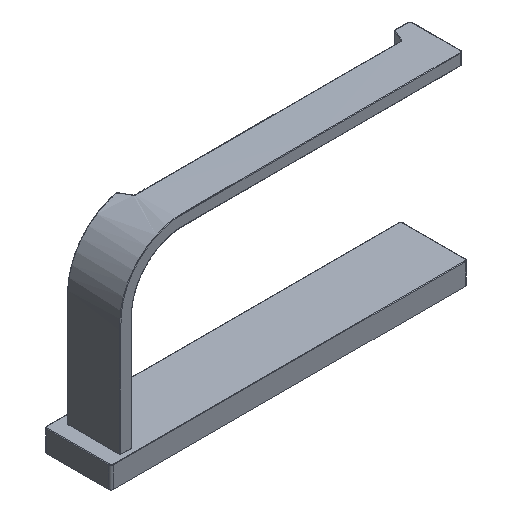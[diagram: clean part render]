
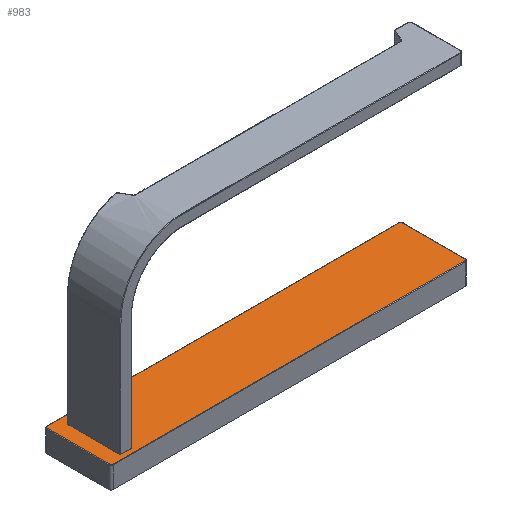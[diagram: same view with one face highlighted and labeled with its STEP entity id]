
A CAD part, isometric view. The second image highlights one B-rep face of the part: STEP entity #983.
In plain terms, the highlighted planar face has unit normal (0, 0, 1).
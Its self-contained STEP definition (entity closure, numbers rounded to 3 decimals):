
#26=(
BOUNDED_CURVE()
B_SPLINE_CURVE(3,(#1479,#1480,#1481,#1482,#1483),.UNSPECIFIED.,.F.,.F.)
B_SPLINE_CURVE_WITH_KNOTS((4,1,4),(0.,0.628,1.257),
 .UNSPECIFIED.)
CURVE()
GEOMETRIC_REPRESENTATION_ITEM()
RATIONAL_B_SPLINE_CURVE((1.,1.,1.,1.,1.))
REPRESENTATION_ITEM('')
);
#27=(
BOUNDED_CURVE()
B_SPLINE_CURVE(3,(#1501,#1502,#1503,#1504,#1505),.UNSPECIFIED.,.F.,.F.)
B_SPLINE_CURVE_WITH_KNOTS((4,1,4),(0.,0.628,
1.257),.UNSPECIFIED.)
CURVE()
GEOMETRIC_REPRESENTATION_ITEM()
RATIONAL_B_SPLINE_CURVE((1.,1.,1.,1.,1.))
REPRESENTATION_ITEM('')
);
#28=(
BOUNDED_CURVE()
B_SPLINE_CURVE(3,(#1522,#1523,#1524,#1525,#1526),.UNSPECIFIED.,.F.,.F.)
B_SPLINE_CURVE_WITH_KNOTS((4,1,4),(0.,0.628,
1.257),.UNSPECIFIED.)
CURVE()
GEOMETRIC_REPRESENTATION_ITEM()
RATIONAL_B_SPLINE_CURVE((1.,1.,1.,1.,1.))
REPRESENTATION_ITEM('')
);
#29=(
BOUNDED_CURVE()
B_SPLINE_CURVE(3,(#1542,#1543,#1544,#1545,#1546),.UNSPECIFIED.,.F.,.F.)
B_SPLINE_CURVE_WITH_KNOTS((4,1,4),(0.,0.628,1.257),
 .UNSPECIFIED.)
CURVE()
GEOMETRIC_REPRESENTATION_ITEM()
RATIONAL_B_SPLINE_CURVE((1.,1.,1.,1.,1.))
REPRESENTATION_ITEM('')
);
#185=FACE_OUTER_BOUND('',#253,.T.);
#253=EDGE_LOOP('',(#711,#712,#713,#714,#715,#716,#717,#718));
#319=LINE('',#1456,#371);
#320=LINE('',#1462,#372);
#325=LINE('',#1540,#377);
#326=LINE('',#1547,#378);
#371=VECTOR('',#1198,10.);
#372=VECTOR('',#1205,10.);
#377=VECTOR('',#1226,10.);
#378=VECTOR('',#1227,10.);
#425=VERTEX_POINT('',#1453);
#426=VERTEX_POINT('',#1455);
#427=VERTEX_POINT('',#1459);
#428=VERTEX_POINT('',#1461);
#429=VERTEX_POINT('',#1499);
#430=VERTEX_POINT('',#1521);
#433=VERTEX_POINT('',#1539);
#434=VERTEX_POINT('',#1541);
#519=EDGE_CURVE('',#425,#426,#319,.T.);
#522=EDGE_CURVE('',#427,#428,#320,.T.);
#524=EDGE_CURVE('',#426,#427,#26,.T.);
#526=EDGE_CURVE('',#429,#425,#27,.T.);
#527=EDGE_CURVE('',#428,#430,#28,.T.);
#534=EDGE_CURVE('',#429,#433,#325,.T.);
#535=EDGE_CURVE('',#434,#433,#29,.T.);
#536=EDGE_CURVE('',#434,#430,#326,.T.);
#711=ORIENTED_EDGE('',*,*,#526,.F.);
#712=ORIENTED_EDGE('',*,*,#534,.T.);
#713=ORIENTED_EDGE('',*,*,#535,.F.);
#714=ORIENTED_EDGE('',*,*,#536,.T.);
#715=ORIENTED_EDGE('',*,*,#527,.F.);
#716=ORIENTED_EDGE('',*,*,#522,.F.);
#717=ORIENTED_EDGE('',*,*,#524,.F.);
#718=ORIENTED_EDGE('',*,*,#519,.F.);
#960=PLANE('',#1077);
#983=ADVANCED_FACE('',(#185),#960,.T.);
#1077=AXIS2_PLACEMENT_3D('',#1538,#1224,#1225);
#1198=DIRECTION('',(0.,1.,0.));
#1205=DIRECTION('',(1.,0.,0.));
#1224=DIRECTION('center_axis',(0.,0.,1.));
#1225=DIRECTION('ref_axis',(0.,-1.,0.));
#1226=DIRECTION('',(1.,0.,0.));
#1227=DIRECTION('',(0.,1.,0.));
#1453=CARTESIAN_POINT('',(-77.448,-4.,32.455));
#1455=CARTESIAN_POINT('',(-77.448,23.,32.455));
#1456=CARTESIAN_POINT('',(-77.448,-4.,32.455));
#1459=CARTESIAN_POINT('',(-76.648,23.8,32.455));
#1461=CARTESIAN_POINT('',(76.352,23.8,32.455));
#1462=CARTESIAN_POINT('',(-76.648,23.8,32.455));
#1479=CARTESIAN_POINT('Ctrl Pts',(-77.448,23.,32.455));
#1480=CARTESIAN_POINT('Ctrl Pts',(-77.45,23.21,32.455));
#1481=CARTESIAN_POINT('Ctrl Pts',(-77.274,23.626,32.455));
#1482=CARTESIAN_POINT('Ctrl Pts',(-76.858,23.801,32.455));
#1483=CARTESIAN_POINT('Ctrl Pts',(-76.648,23.8,32.455));
#1499=CARTESIAN_POINT('',(-76.648,-4.8,32.455));
#1501=CARTESIAN_POINT('Ctrl Pts',(-76.648,-4.8,32.455));
#1502=CARTESIAN_POINT('Ctrl Pts',(-76.858,-4.801,32.455));
#1503=CARTESIAN_POINT('Ctrl Pts',(-77.274,-4.626,32.455));
#1504=CARTESIAN_POINT('Ctrl Pts',(-77.45,-4.21,32.455));
#1505=CARTESIAN_POINT('Ctrl Pts',(-77.448,-4.,32.455));
#1521=CARTESIAN_POINT('',(77.152,23.,32.455));
#1522=CARTESIAN_POINT('Ctrl Pts',(76.352,23.8,32.455));
#1523=CARTESIAN_POINT('Ctrl Pts',(76.562,23.801,32.455));
#1524=CARTESIAN_POINT('Ctrl Pts',(76.978,23.626,32.455));
#1525=CARTESIAN_POINT('Ctrl Pts',(77.153,23.21,32.455));
#1526=CARTESIAN_POINT('Ctrl Pts',(77.152,23.,32.455));
#1538=CARTESIAN_POINT('Origin',(77.352,9.5,32.455));
#1539=CARTESIAN_POINT('',(76.352,-4.8,32.455));
#1540=CARTESIAN_POINT('',(-76.648,-4.8,32.455));
#1541=CARTESIAN_POINT('',(77.152,-4.,32.455));
#1542=CARTESIAN_POINT('Ctrl Pts',(77.152,-4.,32.455));
#1543=CARTESIAN_POINT('Ctrl Pts',(77.153,-4.21,32.455));
#1544=CARTESIAN_POINT('Ctrl Pts',(76.978,-4.626,32.455));
#1545=CARTESIAN_POINT('Ctrl Pts',(76.562,-4.801,32.455));
#1546=CARTESIAN_POINT('Ctrl Pts',(76.352,-4.8,32.455));
#1547=CARTESIAN_POINT('',(77.152,-4.,32.455));
